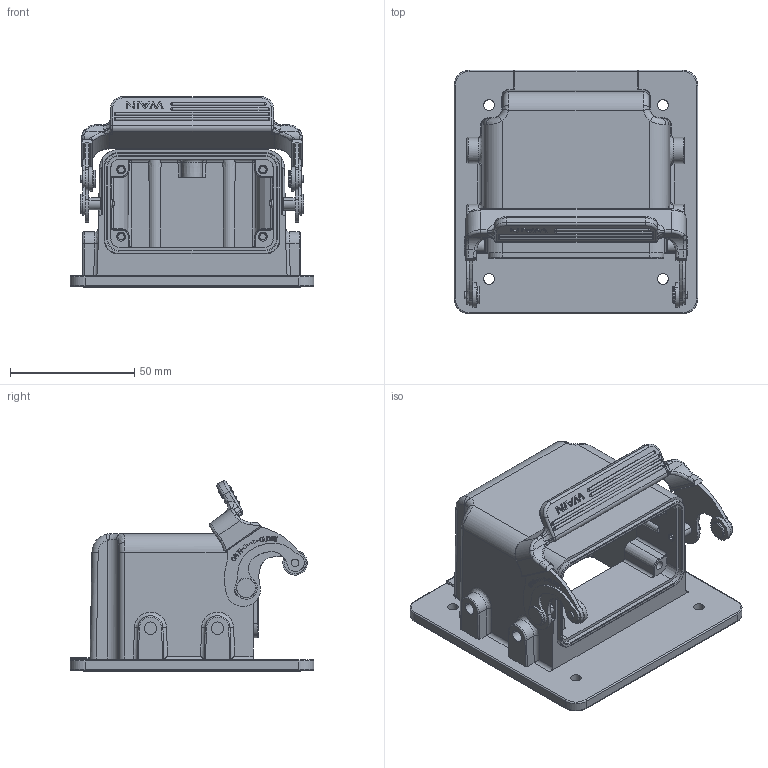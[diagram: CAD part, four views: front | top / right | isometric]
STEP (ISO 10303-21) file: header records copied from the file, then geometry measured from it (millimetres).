
FILE_DESCRIPTION((''),'2;1');
FILE_NAME('PRT0009','2017-04-12T',('dm.li'),(''),'PRO/ENGINEER BY PARAMETRIC TECHNOLOGY CORPORATION, 2012480','PRO/ENGINEER BY PARAMETRIC TECHNOLOGY CORPORATION, 2012480','');
FILE_SCHEMA(('AUTOMOTIVE_DESIGN { 1 0 10303 214 1 1 1 1 }'));
Products named in the file (1): PRT0009
Bounding box: 98 x 98 x 76.7 mm (x, y, z)
Volume: 110909.6 mm3; surface area: 57493.2 mm2
Topology: 1 solids, 23 shells, 1536 faces, 4106 edges, 2639 vertices
Faces by surface type: plane 552, cylinder 374, extrusion 296, torus 122, cone 97, bspline 65, sphere 30
Entity records: 56929 total; most frequent: CARTESIAN_POINT 16536, ORIENTED_EDGE 8081, DIRECTION 6803, EDGE_CURVE 4059, VERTEX_POINT 2639, VECTOR 2313, AXIS2_PLACEMENT_3D 2245, LINE 2017
